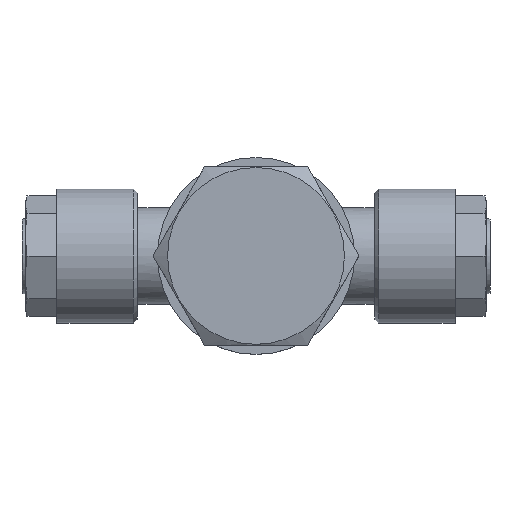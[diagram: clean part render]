
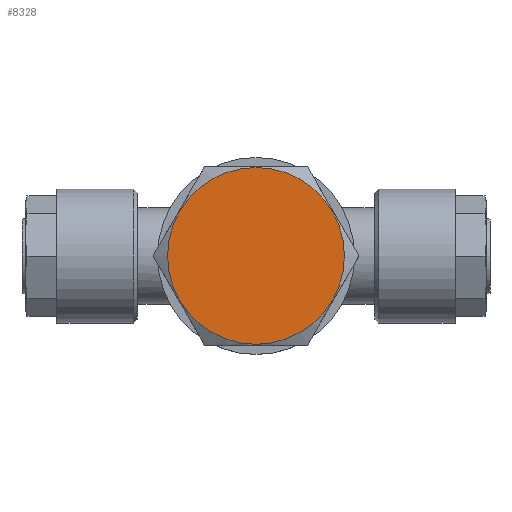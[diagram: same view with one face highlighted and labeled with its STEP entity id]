
A CAD part, top view. The second image highlights one B-rep face of the part: STEP entity #8328.
In plain terms, the highlighted face is planar.
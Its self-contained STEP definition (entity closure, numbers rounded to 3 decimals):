
#2466=PLANE('',#8138);
#2553=CIRCLE('',#8134,11.9);
#2885=ORIENTED_EDGE('',*,*,#3345,.T.);
#3147=VERTEX_POINT('',#6883);
#3345=EDGE_CURVE('',#3147,#3147,#2553,.T.);
#3544=EDGE_LOOP('',(#2885));
#3746=FACE_BOUND('',#3544,.T.);
#4255=DIRECTION('',(0.,1.,0.));
#4256=DIRECTION('',(11.9,0.,0.));
#4263=DIRECTION('',(0.,1.,0.));
#4264=DIRECTION('',(1.,0.,0.));
#6883=CARTESIAN_POINT('',(36.313,53.475,0.));
#6884=CARTESIAN_POINT('',(24.413,53.475,0.));
#6890=CARTESIAN_POINT('',(36.313,53.475,0.));
#8134=AXIS2_PLACEMENT_3D('',#6884,#4255,#4256);
#8138=AXIS2_PLACEMENT_3D('',#6890,#4263,#4264);
#8328=ADVANCED_FACE('',(#3746),#2466,.T.);
